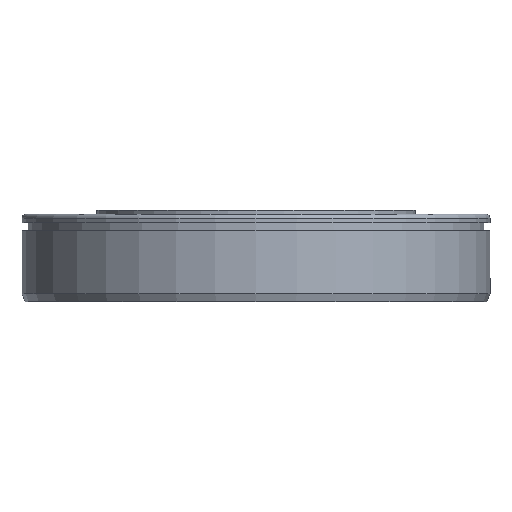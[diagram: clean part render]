
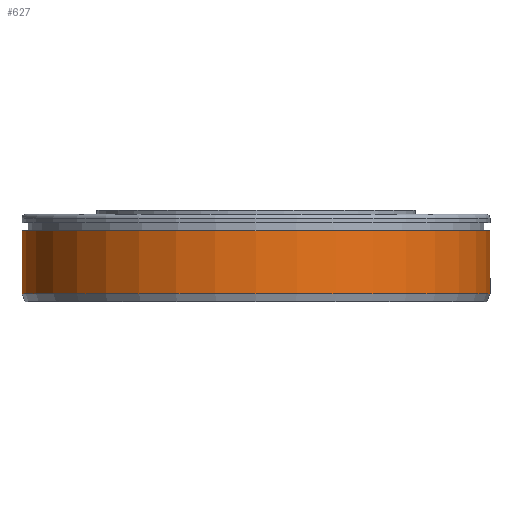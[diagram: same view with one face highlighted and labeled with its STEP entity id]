
A CAD part, front view. The second image highlights one B-rep face of the part: STEP entity #627.
In plain terms, the highlighted cylindrical face has radius 56 mm (diameter 112 mm), a partial arc.
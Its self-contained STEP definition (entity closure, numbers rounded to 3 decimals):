
#138 = VECTOR ( 'NONE', #1509, 1000. ) ;
#156 = VERTEX_POINT ( 'NONE', #275 ) ;
#210 = CIRCLE ( 'NONE', #1285, 56. ) ;
#226 = CYLINDRICAL_SURFACE ( 'NONE', #400, 56. ) ;
#275 = CARTESIAN_POINT ( 'NONE',  ( -56., 0., 17. ) ) ;
#318 = DIRECTION ( 'NONE',  ( 0., 0., -1. ) ) ;
#335 = VERTEX_POINT ( 'NONE', #898 ) ;
#362 = EDGE_CURVE ( 'NONE', #2173, #2068, #1268, .T. ) ;
#400 = AXIS2_PLACEMENT_3D ( 'NONE', #1578, #2336, #1021 ) ;
#550 = CARTESIAN_POINT ( 'NONE',  ( -56., 0., 0. ) ) ;
#575 = CARTESIAN_POINT ( 'NONE',  ( 56., 0., 2. ) ) ;
#608 = DIRECTION ( 'NONE',  ( -1., 0., 0. ) ) ;
#627 = ADVANCED_FACE ( 'NONE', ( #1362 ), #226, .T. ) ;
#633 = ORIENTED_EDGE ( 'NONE', *, *, #648, .F. ) ;
#634 = ORIENTED_EDGE ( 'NONE', *, *, #1687, .T. ) ;
#648 = EDGE_CURVE ( 'NONE', #2173, #335, #210, .T. ) ;
#898 = CARTESIAN_POINT ( 'NONE',  ( -56., 0., 2. ) ) ;
#929 = ORIENTED_EDGE ( 'NONE', *, *, #2194, .F. ) ;
#986 = CARTESIAN_POINT ( 'NONE',  ( 0., 0., 2. ) ) ;
#1021 = DIRECTION ( 'NONE',  ( 1., 0., 0. ) ) ;
#1091 = DIRECTION ( 'NONE',  ( -1., 0., 0. ) ) ;
#1226 = DIRECTION ( 'NONE',  ( 0., 0., 1. ) ) ;
#1268 = LINE ( 'NONE', #1830, #2144 ) ;
#1285 = AXIS2_PLACEMENT_3D ( 'NONE', #986, #1765, #608 ) ;
#1357 = CARTESIAN_POINT ( 'NONE',  ( 56., 0., 17. ) ) ;
#1362 = FACE_OUTER_BOUND ( 'NONE', #2210, .T. ) ;
#1509 = DIRECTION ( 'NONE',  ( 0., 0., 1. ) ) ;
#1578 = CARTESIAN_POINT ( 'NONE',  ( 0., 0., 0. ) ) ;
#1604 = CIRCLE ( 'NONE', #1917, 56. ) ;
#1687 = EDGE_CURVE ( 'NONE', #2068, #156, #1604, .T. ) ;
#1765 = DIRECTION ( 'NONE',  ( 0., 0., -1. ) ) ;
#1830 = CARTESIAN_POINT ( 'NONE',  ( 56., 0., 0. ) ) ;
#1891 = LINE ( 'NONE', #550, #138 ) ;
#1905 = ORIENTED_EDGE ( 'NONE', *, *, #362, .T. ) ;
#1917 = AXIS2_PLACEMENT_3D ( 'NONE', #1999, #318, #1091 ) ;
#1999 = CARTESIAN_POINT ( 'NONE',  ( 0., 0., 17. ) ) ;
#2068 = VERTEX_POINT ( 'NONE', #1357 ) ;
#2144 = VECTOR ( 'NONE', #1226, 1000. ) ;
#2173 = VERTEX_POINT ( 'NONE', #575 ) ;
#2194 = EDGE_CURVE ( 'NONE', #335, #156, #1891, .T. ) ;
#2210 = EDGE_LOOP ( 'NONE', ( #929, #633, #1905, #634 ) ) ;
#2336 = DIRECTION ( 'NONE',  ( 0., 0., 1. ) ) ;
